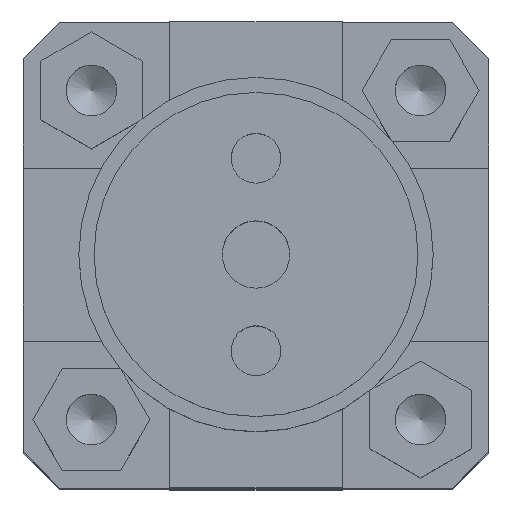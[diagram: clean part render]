
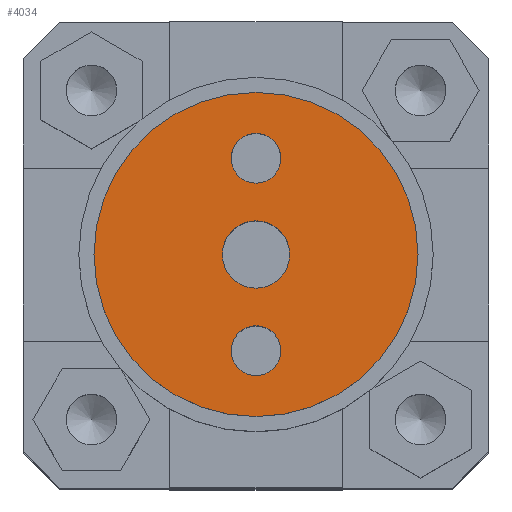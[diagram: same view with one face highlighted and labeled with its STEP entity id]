
A CAD part, top view. The second image highlights one B-rep face of the part: STEP entity #4034.
In plain terms, the highlighted face is planar.
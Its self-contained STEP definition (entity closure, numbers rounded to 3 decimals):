
#1033=PLANE('',#4341);
#1131=FACE_BOUND('',#1616,.T.);
#1132=FACE_BOUND('',#1617,.T.);
#1133=FACE_BOUND('',#1618,.T.);
#1134=FACE_BOUND('',#1619,.T.);
#1616=EDGE_LOOP('',(#3524));
#1617=EDGE_LOOP('',(#3525));
#1618=EDGE_LOOP('',(#3526));
#1619=EDGE_LOOP('',(#3527));
#1710=CIRCLE('',#4317,3.324);
#1717=CIRCLE('',#4327,2.459);
#1719=CIRCLE('',#4330,2.459);
#1721=CIRCLE('',#4333,16.);
#2052=VERTEX_POINT('',#6387);
#2059=VERTEX_POINT('',#6404);
#2061=VERTEX_POINT('',#6409);
#2063=VERTEX_POINT('',#6414);
#2544=EDGE_CURVE('',#2052,#2052,#1710,.T.);
#2551=EDGE_CURVE('',#2059,#2059,#1717,.T.);
#2553=EDGE_CURVE('',#2061,#2061,#1719,.T.);
#2555=EDGE_CURVE('',#2063,#2063,#1721,.T.);
#3524=ORIENTED_EDGE('',*,*,#2544,.T.);
#3525=ORIENTED_EDGE('',*,*,#2551,.T.);
#3526=ORIENTED_EDGE('',*,*,#2553,.T.);
#3527=ORIENTED_EDGE('',*,*,#2555,.T.);
#4034=ADVANCED_FACE('',(#1131,#1132,#1133,#1134),#1033,.F.);
#4317=AXIS2_PLACEMENT_3D('',#6388,#5277,#5278);
#4327=AXIS2_PLACEMENT_3D('',#6405,#5297,#5298);
#4330=AXIS2_PLACEMENT_3D('',#6410,#5303,#5304);
#4333=AXIS2_PLACEMENT_3D('',#6415,#5309,#5310);
#4341=AXIS2_PLACEMENT_3D('',#6427,#5325,#5326);
#5277=DIRECTION('center_axis',(0.,1.,0.));
#5278=DIRECTION('ref_axis',(1.,0.,0.));
#5297=DIRECTION('center_axis',(0.,1.,0.));
#5298=DIRECTION('ref_axis',(1.,0.,0.));
#5303=DIRECTION('center_axis',(0.,1.,0.));
#5304=DIRECTION('ref_axis',(1.,0.,0.));
#5309=DIRECTION('center_axis',(0.,-1.,0.));
#5310=DIRECTION('ref_axis',(-1.,0.,0.));
#5325=DIRECTION('center_axis',(0.,1.,0.));
#5326=DIRECTION('ref_axis',(0.,0.,1.));
#6387=CARTESIAN_POINT('',(3.324,-98.,0.));
#6388=CARTESIAN_POINT('Origin',(0.,-98.,0.));
#6404=CARTESIAN_POINT('',(2.459,-98.,9.5));
#6405=CARTESIAN_POINT('Origin',(0.,-98.,9.5));
#6409=CARTESIAN_POINT('',(2.459,-98.,-9.5));
#6410=CARTESIAN_POINT('Origin',(0.,-98.,-9.5));
#6414=CARTESIAN_POINT('',(16.,-98.,0.));
#6415=CARTESIAN_POINT('Origin',(0.,-98.,0.));
#6427=CARTESIAN_POINT('Origin',(0.,-98.,0.));
